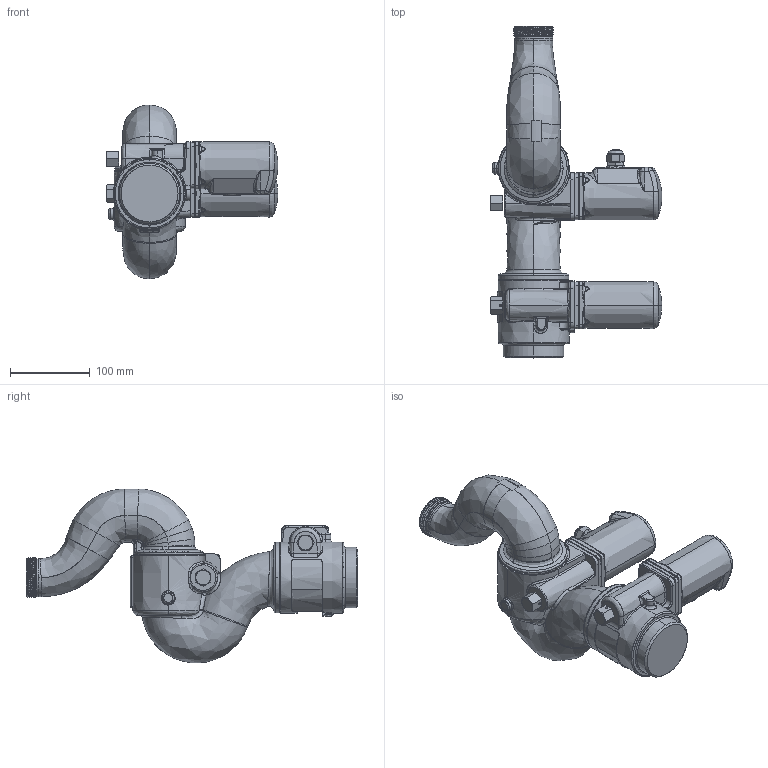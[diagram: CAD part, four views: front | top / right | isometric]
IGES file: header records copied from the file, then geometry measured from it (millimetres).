
Start section: SolidWorks IGES file using analytic representation for surfaces
Global section: file name: Sidewinder-Electric wo nozzle.IGS; native system: SolidWorks 2010; preprocessor: SolidWorks 2010; author: Rick; date: 100714.165657; units: inch
Bounding box: 214.59 x 415.04 x 217.31 mm (x, y, z)
Surface area: 448680.8 mm2 (no closed solid volume)
Topology: 0 solids, 0 shells, 1274 faces, 14505 edges, 14421 vertices
Faces by surface type: bspline 757, revolution 517
